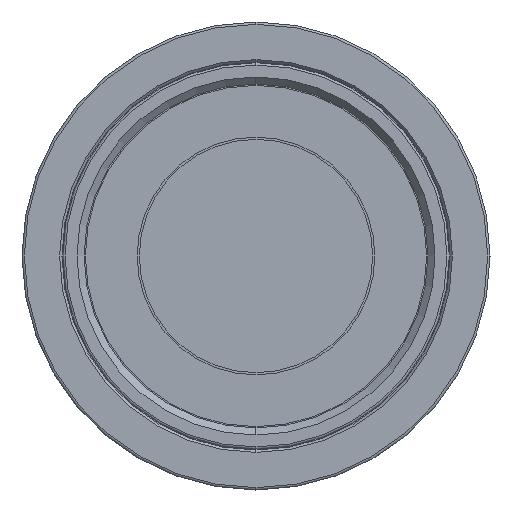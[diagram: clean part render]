
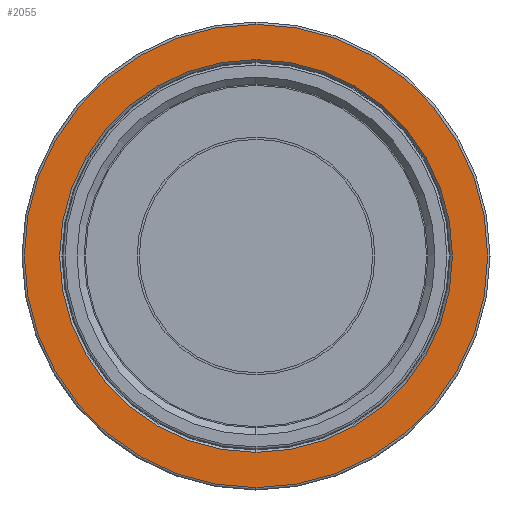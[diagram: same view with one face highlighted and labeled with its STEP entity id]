
A CAD part, left-side view. The second image highlights one B-rep face of the part: STEP entity #2055.
In plain terms, the highlighted planar face has unit normal (-1, 0, 0).
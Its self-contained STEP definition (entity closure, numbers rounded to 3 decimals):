
#26 = CARTESIAN_POINT ( 'NONE',  ( 20.205, 0., 0. ) ) ;
#97 = CARTESIAN_POINT ( 'NONE',  ( 20.205, 0., -49.25 ) ) ;
#118 = ORIENTED_EDGE ( 'NONE', *, *, #332, .T. ) ;
#212 = DIRECTION ( 'NONE',  ( 0., 0., -1. ) ) ;
#295 = CIRCLE ( 'NONE', #2112, 49.25 ) ;
#332 = EDGE_CURVE ( 'NONE', #809, #1820, #647, .T. ) ;
#350 = CARTESIAN_POINT ( 'NONE',  ( 20.205, 0., 0. ) ) ;
#373 = CARTESIAN_POINT ( 'NONE',  ( 20.205, 0., 0. ) ) ;
#457 = CARTESIAN_POINT ( 'NONE',  ( 20.205, 0., 0. ) ) ;
#540 = CARTESIAN_POINT ( 'NONE',  ( 20.205, 0., 41.75 ) ) ;
#550 = CARTESIAN_POINT ( 'NONE',  ( 20.205, 0., -41.75 ) ) ;
#623 = DIRECTION ( 'NONE',  ( -1., 0., 0. ) ) ;
#634 = ORIENTED_EDGE ( 'NONE', *, *, #2335, .F. ) ;
#647 = CIRCLE ( 'NONE', #1019, 49.25 ) ;
#730 = DIRECTION ( 'NONE',  ( 0., 0., 1. ) ) ;
#795 = EDGE_CURVE ( 'NONE', #1935, #1475, #1259, .T. ) ;
#809 = VERTEX_POINT ( 'NONE', #1411 ) ;
#908 = DIRECTION ( 'NONE',  ( 0., 0., 1. ) ) ;
#969 = EDGE_LOOP ( 'NONE', ( #118, #1818 ) ) ;
#1019 = AXIS2_PLACEMENT_3D ( 'NONE', #350, #1840, #730 ) ;
#1056 = FACE_BOUND ( 'NONE', #1119, .T. ) ;
#1119 = EDGE_LOOP ( 'NONE', ( #2107, #634 ) ) ;
#1147 = CARTESIAN_POINT ( 'NONE',  ( 20.205, 0., 0. ) ) ;
#1223 = CIRCLE ( 'NONE', #1396, 41.75 ) ;
#1259 = CIRCLE ( 'NONE', #1413, 41.75 ) ;
#1396 = AXIS2_PLACEMENT_3D ( 'NONE', #457, #623, #2281 ) ;
#1411 = CARTESIAN_POINT ( 'NONE',  ( 20.205, 0., 49.25 ) ) ;
#1413 = AXIS2_PLACEMENT_3D ( 'NONE', #373, #1993, #908 ) ;
#1475 = VERTEX_POINT ( 'NONE', #550 ) ;
#1480 = DIRECTION ( 'NONE',  ( -1., 0., 0. ) ) ;
#1591 = EDGE_CURVE ( 'NONE', #1820, #809, #295, .T. ) ;
#1675 = DIRECTION ( 'NONE',  ( 1., 0., 0. ) ) ;
#1818 = ORIENTED_EDGE ( 'NONE', *, *, #1591, .T. ) ;
#1820 = VERTEX_POINT ( 'NONE', #97 ) ;
#1840 = DIRECTION ( 'NONE',  ( -1., 0., 0. ) ) ;
#1935 = VERTEX_POINT ( 'NONE', #540 ) ;
#1993 = DIRECTION ( 'NONE',  ( -1., 0., 0. ) ) ;
#2055 = ADVANCED_FACE ( 'NONE', ( #1056, #2213 ), #2231, .F. ) ;
#2107 = ORIENTED_EDGE ( 'NONE', *, *, #795, .F. ) ;
#2112 = AXIS2_PLACEMENT_3D ( 'NONE', #1147, #1480, #2226 ) ;
#2189 = AXIS2_PLACEMENT_3D ( 'NONE', #26, #1675, #212 ) ;
#2213 = FACE_OUTER_BOUND ( 'NONE', #969, .T. ) ;
#2226 = DIRECTION ( 'NONE',  ( 0., 0., 1. ) ) ;
#2231 = PLANE ( 'NONE',  #2189 ) ;
#2281 = DIRECTION ( 'NONE',  ( 0., 0., 1. ) ) ;
#2335 = EDGE_CURVE ( 'NONE', #1475, #1935, #1223, .T. ) ;
